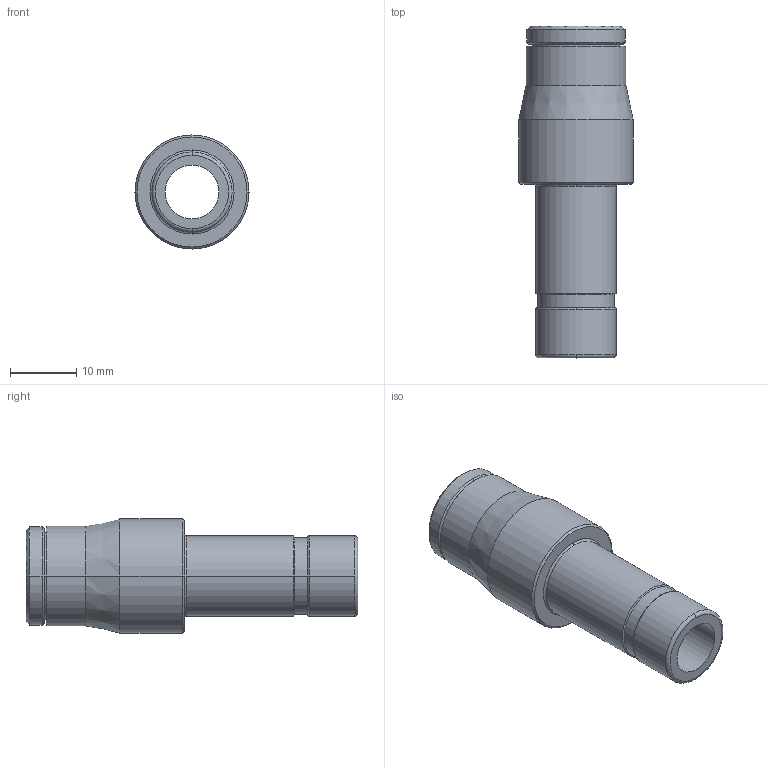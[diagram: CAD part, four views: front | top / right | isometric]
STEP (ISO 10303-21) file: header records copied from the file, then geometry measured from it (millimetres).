
FILE_DESCRIPTION(('STEP AP214'),'1');
FILE_NAME('3866_10_12.stp','2016-07-07T14:27:41',('TraceParts'),('TraceParts S.A.'),'Spatial InterOp 3D',' ',' ');
FILE_SCHEMA(('automotive_design'));
Length unit declared in the file: millimetre
Products named in the file (1): 1
Bounding box: 17.2 x 50 x 17.2 mm (x, y, z)
Volume: 4583.7 mm3; surface area: 3968.8 mm2
Topology: 1 solids, 1 shells, 43 faces, 98 edges, 62 vertices
Faces by surface type: cylinder 18, cone 10, torus 8, plane 7
Entity records: 1261 total; most frequent: DIRECTION 256, CARTESIAN_POINT 204, ORIENTED_EDGE 196, AXIS2_PLACEMENT_3D 114, EDGE_CURVE 98, CIRCLE 70, VERTEX_POINT 62, EDGE_LOOP 50
